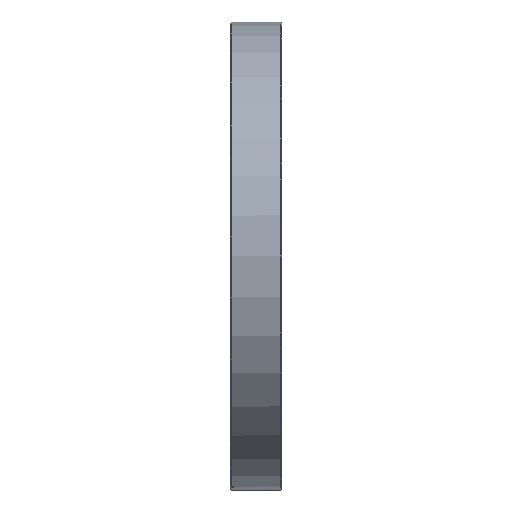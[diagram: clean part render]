
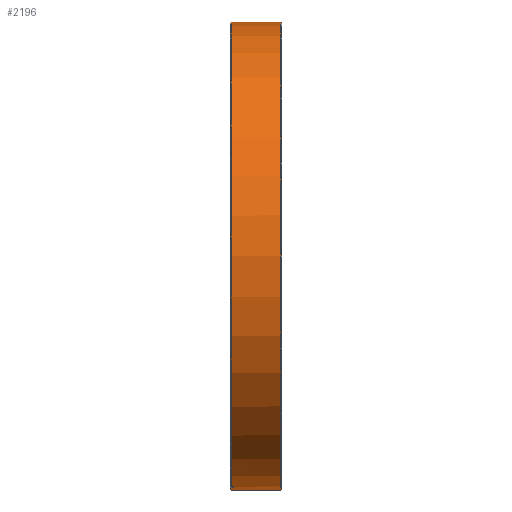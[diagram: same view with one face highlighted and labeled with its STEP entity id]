
A CAD part, left-side view. The second image highlights one B-rep face of the part: STEP entity #2196.
In plain terms, the highlighted cylindrical face has radius 101.2 mm (diameter 202.4 mm), a partial arc.
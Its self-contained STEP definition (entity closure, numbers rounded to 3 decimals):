
#95 = DIRECTION ( 'NONE',  ( 0., -1., 0. ) ) ;
#193 = AXIS2_PLACEMENT_3D ( 'NONE', #4375, #1848, #4811 ) ;
#280 = DIRECTION ( 'NONE',  ( 0., 1., 0. ) ) ;
#483 = VERTEX_POINT ( 'NONE', #3430 ) ;
#551 = CARTESIAN_POINT ( 'NONE',  ( 0., -15.022, -101.2 ) ) ;
#591 = VECTOR ( 'NONE', #280, 1000. ) ;
#644 = ORIENTED_EDGE ( 'NONE', *, *, #3605, .T. ) ;
#645 = CARTESIAN_POINT ( 'NONE',  ( 0., 21.9, 101.2 ) ) ;
#805 = AXIS2_PLACEMENT_3D ( 'NONE', #2303, #5272, #2721 ) ;
#845 = EDGE_CURVE ( 'NONE', #3518, #3533, #3579, .T. ) ;
#858 = CIRCLE ( 'NONE', #5321, 101.2 ) ;
#871 = CARTESIAN_POINT ( 'NONE',  ( 0., -15.022, 101.2 ) ) ;
#1043 = CARTESIAN_POINT ( 'NONE',  ( 0., 21., 0. ) ) ;
#1088 = CARTESIAN_POINT ( 'NONE',  ( 0., 21.9, -101.2 ) ) ;
#1131 = CARTESIAN_POINT ( 'NONE',  ( -14.348, 21., -100.178 ) ) ;
#1239 = CIRCLE ( 'NONE', #193, 101.2 ) ;
#1390 = ORIENTED_EDGE ( 'NONE', *, *, #3869, .F. ) ;
#1484 = DIRECTION ( 'NONE',  ( 0., 0., 1. ) ) ;
#1554 = VERTEX_POINT ( 'NONE', #2363 ) ;
#1633 = CARTESIAN_POINT ( 'NONE',  ( 0., 0.4, 101.2 ) ) ;
#1773 = AXIS2_PLACEMENT_3D ( 'NONE', #2675, #95, #3096 ) ;
#1848 = DIRECTION ( 'NONE',  ( 0., 1., 0. ) ) ;
#1926 = CARTESIAN_POINT ( 'NONE',  ( -14.348, 21.9, -100.178 ) ) ;
#1961 = EDGE_CURVE ( 'NONE', #5115, #3686, #3836, .T. ) ;
#2101 = CARTESIAN_POINT ( 'NONE',  ( -17.311, 21., -99.708 ) ) ;
#2143 = EDGE_CURVE ( 'NONE', #3533, #1554, #3627, .T. ) ;
#2196 = ADVANCED_FACE ( 'NONE', ( #5506 ), #3767, .T. ) ;
#2231 = CIRCLE ( 'NONE', #805, 101.2 ) ;
#2303 = CARTESIAN_POINT ( 'NONE',  ( 0., 21.9, 0. ) ) ;
#2306 = CARTESIAN_POINT ( 'NONE',  ( 0., -15.022, 0. ) ) ;
#2363 = CARTESIAN_POINT ( 'NONE',  ( 0., 0.4, -101.2 ) ) ;
#2428 = VERTEX_POINT ( 'NONE', #1131 ) ;
#2542 = ORIENTED_EDGE ( 'NONE', *, *, #845, .T. ) ;
#2645 = VECTOR ( 'NONE', #3124, 1000. ) ;
#2675 = CARTESIAN_POINT ( 'NONE',  ( 0., 21.9, 0. ) ) ;
#2721 = DIRECTION ( 'NONE',  ( 0., 0., -1. ) ) ;
#2727 = DIRECTION ( 'NONE',  ( 0., -1., 0. ) ) ;
#3096 = DIRECTION ( 'NONE',  ( 0., 0., -1. ) ) ;
#3118 = EDGE_CURVE ( 'NONE', #483, #5252, #3862, .T. ) ;
#3124 = DIRECTION ( 'NONE',  ( 0., -1., 0. ) ) ;
#3363 = CARTESIAN_POINT ( 'NONE',  ( -17.311, -15.022, -99.708 ) ) ;
#3401 = DIRECTION ( 'NONE',  ( 0., -1., 0. ) ) ;
#3430 = CARTESIAN_POINT ( 'NONE',  ( -17.311, 21.9, -99.708 ) ) ;
#3518 = VERTEX_POINT ( 'NONE', #1926 ) ;
#3533 = VERTEX_POINT ( 'NONE', #1088 ) ;
#3579 = CIRCLE ( 'NONE', #1773, 101.2 ) ;
#3605 = EDGE_CURVE ( 'NONE', #2428, #3518, #4143, .T. ) ;
#3627 = LINE ( 'NONE', #551, #2645 ) ;
#3686 = VERTEX_POINT ( 'NONE', #1633 ) ;
#3701 = VECTOR ( 'NONE', #3401, 1000. ) ;
#3767 = CYLINDRICAL_SURFACE ( 'NONE', #5546, 101.2 ) ;
#3800 = DIRECTION ( 'NONE',  ( 0., -1., 0. ) ) ;
#3836 = LINE ( 'NONE', #871, #3701 ) ;
#3862 = LINE ( 'NONE', #3363, #3995 ) ;
#3869 = EDGE_CURVE ( 'NONE', #2428, #5252, #858, .T. ) ;
#3903 = EDGE_LOOP ( 'NONE', ( #5521, #4665, #4090, #1390, #644, #2542, #4452, #4487 ) ) ;
#3995 = VECTOR ( 'NONE', #3800, 1000. ) ;
#4021 = DIRECTION ( 'NONE',  ( 0., 1., 0. ) ) ;
#4090 = ORIENTED_EDGE ( 'NONE', *, *, #3118, .T. ) ;
#4143 = LINE ( 'NONE', #4563, #591 ) ;
#4375 = CARTESIAN_POINT ( 'NONE',  ( 0., 0.4, 0. ) ) ;
#4452 = ORIENTED_EDGE ( 'NONE', *, *, #2143, .T. ) ;
#4487 = ORIENTED_EDGE ( 'NONE', *, *, #5511, .T. ) ;
#4563 = CARTESIAN_POINT ( 'NONE',  ( -14.348, -15.022, -100.178 ) ) ;
#4665 = ORIENTED_EDGE ( 'NONE', *, *, #5025, .T. ) ;
#4811 = DIRECTION ( 'NONE',  ( 0., 0., 1. ) ) ;
#4842 = DIRECTION ( 'NONE',  ( 0., 0., -1. ) ) ;
#5025 = EDGE_CURVE ( 'NONE', #5115, #483, #2231, .T. ) ;
#5115 = VERTEX_POINT ( 'NONE', #645 ) ;
#5252 = VERTEX_POINT ( 'NONE', #2101 ) ;
#5272 = DIRECTION ( 'NONE',  ( 0., -1., 0. ) ) ;
#5321 = AXIS2_PLACEMENT_3D ( 'NONE', #1043, #4021, #1484 ) ;
#5506 = FACE_OUTER_BOUND ( 'NONE', #3903, .T. ) ;
#5511 = EDGE_CURVE ( 'NONE', #1554, #3686, #1239, .T. ) ;
#5521 = ORIENTED_EDGE ( 'NONE', *, *, #1961, .F. ) ;
#5546 = AXIS2_PLACEMENT_3D ( 'NONE', #2306, #2727, #4842 ) ;
